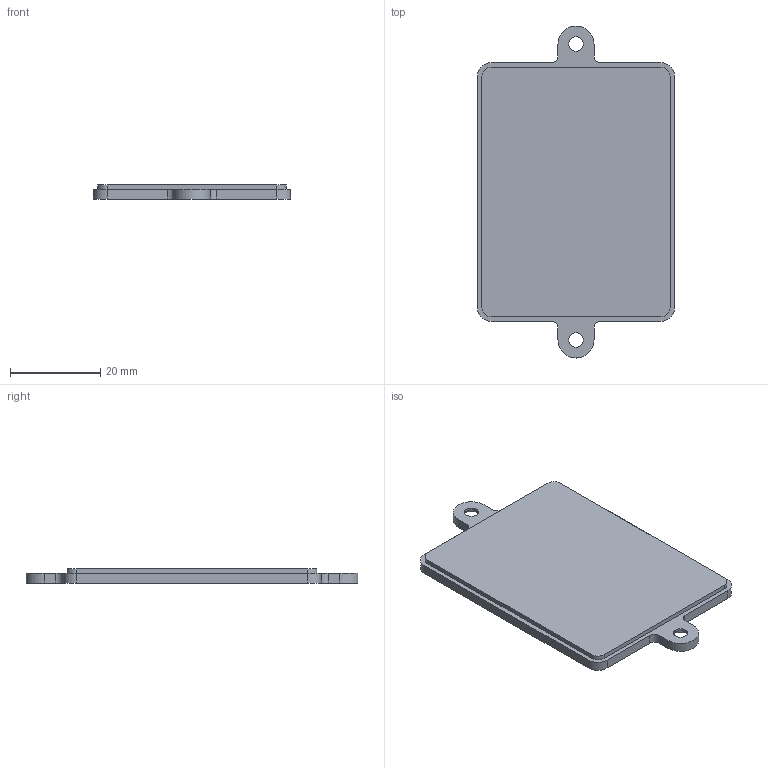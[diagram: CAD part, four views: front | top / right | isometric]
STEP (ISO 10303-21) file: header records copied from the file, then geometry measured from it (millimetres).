
FILE_DESCRIPTION(/* description */ (''),/* implementation_level */ '2;1');
FILE_NAME(/* name */ 'XM-PRO v1.2 - PLASTIC - MicroSD Plate (SLS_Resin).step',/* time_stamp */ '2023-04-04T17:06:50+02:00',/* author */ (''),/* organization */ (''),/* preprocessor_version */ 'ST-DEVELOPER v19.2',/* originating_system */ 'Autodesk Translation Framework v11.17.0.187',/* authorisation */ '');
FILE_SCHEMA (('AUTOMOTIVE_DESIGN { 1 0 10303 214 3 1 1 }'));
Length unit declared in the file: millimetre
Products named in the file (1): XM-PRO v1.2 - COMBO METAL ENCLOSURE
Bounding box: 43.62 x 73.5 x 3.15 mm (x, y, z)
Volume: 7786 mm3; surface area: 5923.9 mm2
Topology: 1 solids, 1 shells, 37 faces, 96 edges, 64 vertices
Faces by surface type: plane 19, cylinder 18
Full cylindrical faces by diameter (mm): 3.2 x2, 6.5 x2
Entity records: 1316 total; most frequent: DIRECTION 208, CARTESIAN_POINT 198, ORIENTED_EDGE 192, EDGE_CURVE 96, AXIS2_PLACEMENT_3D 74, VERTEX_POINT 64, LINE 60, VECTOR 60
